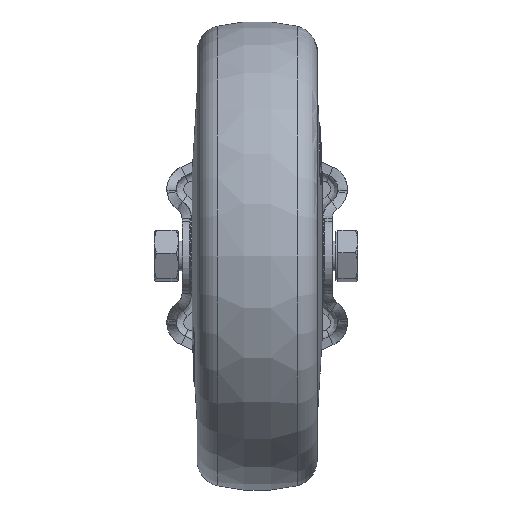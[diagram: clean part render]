
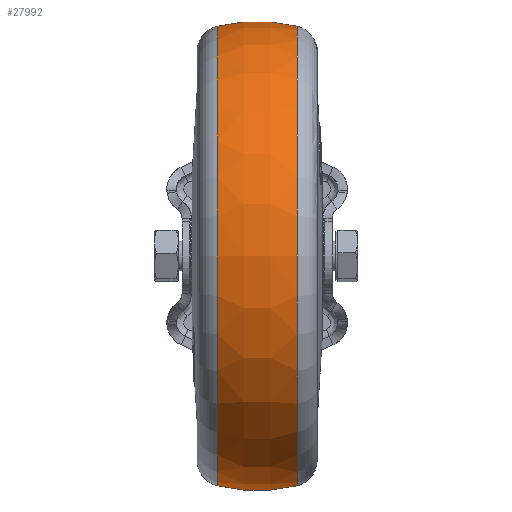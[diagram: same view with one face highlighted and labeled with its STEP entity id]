
A CAD part, front view. The second image highlights one B-rep face of the part: STEP entity #27992.
In plain terms, the highlighted toroidal (fillet/blend) face has major radius 17.5 mm and minor radius 45 mm.
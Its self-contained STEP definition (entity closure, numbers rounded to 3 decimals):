
#2473 = VERTEX_POINT ( 'NONE', #78542 ) ;
#4005 = CARTESIAN_POINT ( 'NONE',  ( 0., 0., -17.5 ) ) ;
#8297 = CARTESIAN_POINT ( 'NONE',  ( 0., 0., 17.5 ) ) ;
#11249 = DIRECTION ( 'NONE',  ( 0., 0., -1. ) ) ;
#11796 = DIRECTION ( 'NONE',  ( 1., 0., 0. ) ) ;
#11906 = EDGE_CURVE ( 'NONE', #24600, #85756, #19738, .T. ) ;
#13113 = CIRCLE ( 'NONE', #30314, 45. ) ;
#16125 = DIRECTION ( 'NONE',  ( 0., 0., 1. ) ) ;
#16878 = TOROIDAL_SURFACE ( 'NONE', #34366, 17.5, 45. ) ;
#18534 = EDGE_CURVE ( 'NONE', #2473, #24600, #34441, .T. ) ;
#19738 = CIRCLE ( 'NONE', #85851, 45. ) ;
#23343 = DIRECTION ( 'NONE',  ( -1., 0., 0. ) ) ;
#23437 = CIRCLE ( 'NONE', #60380, 61.22 ) ;
#24600 = VERTEX_POINT ( 'NONE', #98129 ) ;
#27992 = ADVANCED_FACE ( 'NONE', ( #63061 ), #16878, .T. ) ;
#30314 = AXIS2_PLACEMENT_3D ( 'NONE', #8297, #62649, #16125 ) ;
#31335 = DIRECTION ( 'NONE',  ( 1., 0., 0. ) ) ;
#34279 = EDGE_CURVE ( 'NONE', #2473, #83610, #13113, .T. ) ;
#34366 = AXIS2_PLACEMENT_3D ( 'NONE', #73115, #57833, #11249 ) ;
#34441 = CIRCLE ( 'NONE', #38240, 61.22 ) ;
#38240 = AXIS2_PLACEMENT_3D ( 'NONE', #77908, #31335, #85704 ) ;
#39298 = ORIENTED_EDGE ( 'NONE', *, *, #11906, .T. ) ;
#40364 = EDGE_CURVE ( 'NONE', #85756, #83610, #23437, .T. ) ;
#41948 = ORIENTED_EDGE ( 'NONE', *, *, #18534, .T. ) ;
#57833 = DIRECTION ( 'NONE',  ( 1., 0., 0. ) ) ;
#58403 = DIRECTION ( 'NONE',  ( 0., -1., 0. ) ) ;
#60380 = AXIS2_PLACEMENT_3D ( 'NONE', #69903, #23343, #77734 ) ;
#62649 = DIRECTION ( 'NONE',  ( 0., 1., 0. ) ) ;
#62909 = EDGE_LOOP ( 'NONE', ( #67248, #41948, #39298, #69743 ) ) ;
#63061 = FACE_OUTER_BOUND ( 'NONE', #62909, .T. ) ;
#67248 = ORIENTED_EDGE ( 'NONE', *, *, #34279, .F. ) ;
#69743 = ORIENTED_EDGE ( 'NONE', *, *, #40364, .T. ) ;
#69903 = CARTESIAN_POINT ( 'NONE',  ( 10.658, 0., 0. ) ) ;
#73115 = CARTESIAN_POINT ( 'NONE',  ( 0., 0., 0. ) ) ;
#77734 = DIRECTION ( 'NONE',  ( 0., 0., 1. ) ) ;
#77908 = CARTESIAN_POINT ( 'NONE',  ( -10.658, 0., 0. ) ) ;
#78542 = CARTESIAN_POINT ( 'NONE',  ( -10.658, 0., 61.22 ) ) ;
#82468 = CARTESIAN_POINT ( 'NONE',  ( 10.658, 0., 61.22 ) ) ;
#83610 = VERTEX_POINT ( 'NONE', #82468 ) ;
#85704 = DIRECTION ( 'NONE',  ( 0., 0., -1. ) ) ;
#85756 = VERTEX_POINT ( 'NONE', #89246 ) ;
#85851 = AXIS2_PLACEMENT_3D ( 'NONE', #4005, #58403, #11796 ) ;
#89246 = CARTESIAN_POINT ( 'NONE',  ( 10.658, 0., -61.22 ) ) ;
#98129 = CARTESIAN_POINT ( 'NONE',  ( -10.658, 0., -61.22 ) ) ;
